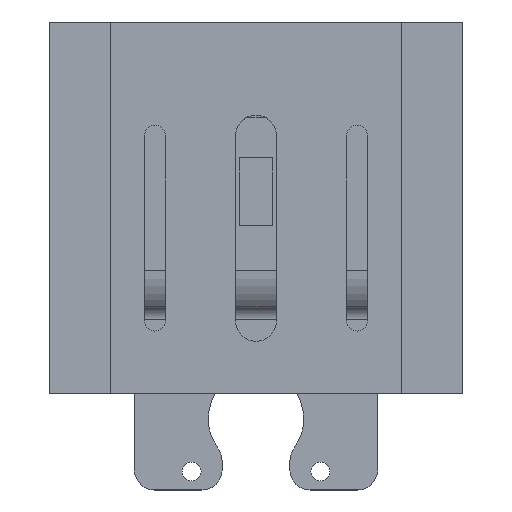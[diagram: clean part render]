
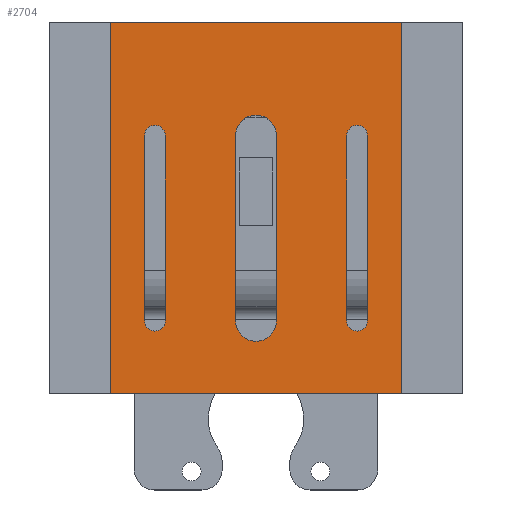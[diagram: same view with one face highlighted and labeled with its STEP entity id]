
A CAD part, top view. The second image highlights one B-rep face of the part: STEP entity #2704.
In plain terms, the highlighted planar face has unit normal (0, 0, 1).
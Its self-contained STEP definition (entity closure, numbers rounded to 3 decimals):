
#2250 = VERTEX_POINT('',#2251);
#2251 = CARTESIAN_POINT('',(-21.575,-55.,70.96));
#2257 = EDGE_CURVE('',#2250,#2258,#2260,.T.);
#2258 = VERTEX_POINT('',#2259);
#2259 = CARTESIAN_POINT('',(21.575,-55.,70.96));
#2260 = LINE('',#2261,#2262);
#2261 = CARTESIAN_POINT('',(-21.575,-55.,70.96));
#2262 = VECTOR('',#2263,1.);
#2263 = DIRECTION('',(1.,0.,0.));
#2685 = EDGE_CURVE('',#2258,#2686,#2688,.T.);
#2686 = VERTEX_POINT('',#2687);
#2687 = CARTESIAN_POINT('',(21.575,0.,70.96));
#2688 = LINE('',#2689,#2690);
#2689 = CARTESIAN_POINT('',(21.575,-55.,70.96));
#2690 = VECTOR('',#2691,1.);
#2691 = DIRECTION('',(0.,1.,0.));
#2704 = ADVANCED_FACE('',(#2705,#2723,#2759,#2795),#2831,.T.);
#2705 = FACE_BOUND('',#2706,.T.);
#2706 = EDGE_LOOP('',(#2707,#2708,#2716,#2722));
#2707 = ORIENTED_EDGE('',*,*,#2685,.T.);
#2708 = ORIENTED_EDGE('',*,*,#2709,.T.);
#2709 = EDGE_CURVE('',#2686,#2710,#2712,.T.);
#2710 = VERTEX_POINT('',#2711);
#2711 = CARTESIAN_POINT('',(-21.575,0.,70.96));
#2712 = LINE('',#2713,#2714);
#2713 = CARTESIAN_POINT('',(21.575,0.,70.96));
#2714 = VECTOR('',#2715,1.);
#2715 = DIRECTION('',(-1.,0.,0.));
#2716 = ORIENTED_EDGE('',*,*,#2717,.T.);
#2717 = EDGE_CURVE('',#2710,#2250,#2718,.T.);
#2718 = LINE('',#2719,#2720);
#2719 = CARTESIAN_POINT('',(-21.575,0.,70.96));
#2720 = VECTOR('',#2721,1.);
#2721 = DIRECTION('',(0.,-1.,0.));
#2722 = ORIENTED_EDGE('',*,*,#2257,.T.);
#2723 = FACE_BOUND('',#2724,.T.);
#2724 = EDGE_LOOP('',(#2725,#2736,#2744,#2753));
#2725 = ORIENTED_EDGE('',*,*,#2726,.F.);
#2726 = EDGE_CURVE('',#2727,#2729,#2731,.T.);
#2727 = VERTEX_POINT('',#2728);
#2728 = CARTESIAN_POINT('',(13.4,-44.169,70.96));
#2729 = VERTEX_POINT('',#2730);
#2730 = CARTESIAN_POINT('',(16.5,-44.169,70.96));
#2731 = CIRCLE('',#2732,1.55);
#2732 = AXIS2_PLACEMENT_3D('',#2733,#2734,#2735);
#2733 = CARTESIAN_POINT('',(14.95,-44.169,70.96));
#2734 = DIRECTION('',(0.,0.,1.));
#2735 = DIRECTION('',(1.,0.,0.));
#2736 = ORIENTED_EDGE('',*,*,#2737,.T.);
#2737 = EDGE_CURVE('',#2727,#2738,#2740,.T.);
#2738 = VERTEX_POINT('',#2739);
#2739 = CARTESIAN_POINT('',(13.4,-16.831,70.96));
#2740 = LINE('',#2741,#2742);
#2741 = CARTESIAN_POINT('',(13.4,-22.166,70.96));
#2742 = VECTOR('',#2743,1.);
#2743 = DIRECTION('',(0.,1.,0.));
#2744 = ORIENTED_EDGE('',*,*,#2745,.F.);
#2745 = EDGE_CURVE('',#2746,#2738,#2748,.T.);
#2746 = VERTEX_POINT('',#2747);
#2747 = CARTESIAN_POINT('',(16.5,-16.831,70.96));
#2748 = CIRCLE('',#2749,1.55);
#2749 = AXIS2_PLACEMENT_3D('',#2750,#2751,#2752);
#2750 = CARTESIAN_POINT('',(14.95,-16.831,70.96));
#2751 = DIRECTION('',(0.,0.,1.));
#2752 = DIRECTION('',(1.,0.,0.));
#2753 = ORIENTED_EDGE('',*,*,#2754,.T.);
#2754 = EDGE_CURVE('',#2746,#2729,#2755,.T.);
#2755 = LINE('',#2756,#2757);
#2756 = CARTESIAN_POINT('',(16.5,-35.834,70.96));
#2757 = VECTOR('',#2758,1.);
#2758 = DIRECTION('',(0.,-1.,0.));
#2759 = FACE_BOUND('',#2760,.T.);
#2760 = EDGE_LOOP('',(#2761,#2772,#2780,#2789));
#2761 = ORIENTED_EDGE('',*,*,#2762,.F.);
#2762 = EDGE_CURVE('',#2763,#2765,#2767,.T.);
#2763 = VERTEX_POINT('',#2764);
#2764 = CARTESIAN_POINT('',(-3.05,-44.169,70.96));
#2765 = VERTEX_POINT('',#2766);
#2766 = CARTESIAN_POINT('',(3.05,-44.169,70.96));
#2767 = CIRCLE('',#2768,3.05);
#2768 = AXIS2_PLACEMENT_3D('',#2769,#2770,#2771);
#2769 = CARTESIAN_POINT('',(0.,-44.169,70.96));
#2770 = DIRECTION('',(0.,0.,1.));
#2771 = DIRECTION('',(1.,0.,0.));
#2772 = ORIENTED_EDGE('',*,*,#2773,.T.);
#2773 = EDGE_CURVE('',#2763,#2774,#2776,.T.);
#2774 = VERTEX_POINT('',#2775);
#2775 = CARTESIAN_POINT('',(-3.05,-16.831,70.96));
#2776 = LINE('',#2777,#2778);
#2777 = CARTESIAN_POINT('',(-3.05,-22.166,70.96));
#2778 = VECTOR('',#2779,1.);
#2779 = DIRECTION('',(0.,1.,0.));
#2780 = ORIENTED_EDGE('',*,*,#2781,.F.);
#2781 = EDGE_CURVE('',#2782,#2774,#2784,.T.);
#2782 = VERTEX_POINT('',#2783);
#2783 = CARTESIAN_POINT('',(3.05,-16.831,70.96));
#2784 = CIRCLE('',#2785,3.05);
#2785 = AXIS2_PLACEMENT_3D('',#2786,#2787,#2788);
#2786 = CARTESIAN_POINT('',(0.,-16.831,70.96));
#2787 = DIRECTION('',(0.,0.,1.));
#2788 = DIRECTION('',(1.,0.,0.));
#2789 = ORIENTED_EDGE('',*,*,#2790,.T.);
#2790 = EDGE_CURVE('',#2782,#2765,#2791,.T.);
#2791 = LINE('',#2792,#2793);
#2792 = CARTESIAN_POINT('',(3.05,-35.834,70.96));
#2793 = VECTOR('',#2794,1.);
#2794 = DIRECTION('',(0.,-1.,0.));
#2795 = FACE_BOUND('',#2796,.T.);
#2796 = EDGE_LOOP('',(#2797,#2808,#2816,#2825));
#2797 = ORIENTED_EDGE('',*,*,#2798,.F.);
#2798 = EDGE_CURVE('',#2799,#2801,#2803,.T.);
#2799 = VERTEX_POINT('',#2800);
#2800 = CARTESIAN_POINT('',(-16.5,-44.169,70.96));
#2801 = VERTEX_POINT('',#2802);
#2802 = CARTESIAN_POINT('',(-13.4,-44.169,70.96));
#2803 = CIRCLE('',#2804,1.55);
#2804 = AXIS2_PLACEMENT_3D('',#2805,#2806,#2807);
#2805 = CARTESIAN_POINT('',(-14.95,-44.169,70.96));
#2806 = DIRECTION('',(0.,0.,1.));
#2807 = DIRECTION('',(1.,0.,0.));
#2808 = ORIENTED_EDGE('',*,*,#2809,.T.);
#2809 = EDGE_CURVE('',#2799,#2810,#2812,.T.);
#2810 = VERTEX_POINT('',#2811);
#2811 = CARTESIAN_POINT('',(-16.5,-16.831,70.96));
#2812 = LINE('',#2813,#2814);
#2813 = CARTESIAN_POINT('',(-16.5,-22.166,70.96));
#2814 = VECTOR('',#2815,1.);
#2815 = DIRECTION('',(0.,1.,0.));
#2816 = ORIENTED_EDGE('',*,*,#2817,.F.);
#2817 = EDGE_CURVE('',#2818,#2810,#2820,.T.);
#2818 = VERTEX_POINT('',#2819);
#2819 = CARTESIAN_POINT('',(-13.4,-16.831,70.96));
#2820 = CIRCLE('',#2821,1.55);
#2821 = AXIS2_PLACEMENT_3D('',#2822,#2823,#2824);
#2822 = CARTESIAN_POINT('',(-14.95,-16.831,70.96));
#2823 = DIRECTION('',(0.,0.,1.));
#2824 = DIRECTION('',(1.,0.,0.));
#2825 = ORIENTED_EDGE('',*,*,#2826,.T.);
#2826 = EDGE_CURVE('',#2818,#2801,#2827,.T.);
#2827 = LINE('',#2828,#2829);
#2828 = CARTESIAN_POINT('',(-13.4,-35.834,70.96));
#2829 = VECTOR('',#2830,1.);
#2830 = DIRECTION('',(0.,-1.,0.));
#2831 = PLANE('',#2832);
#2832 = AXIS2_PLACEMENT_3D('',#2833,#2834,#2835);
#2833 = CARTESIAN_POINT('',(0.,-27.5,70.96));
#2834 = DIRECTION('',(0.,0.,1.));
#2835 = DIRECTION('',(0.,1.,0.));
